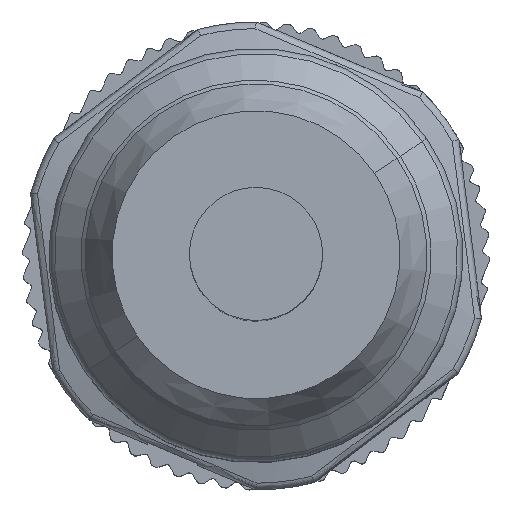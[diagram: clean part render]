
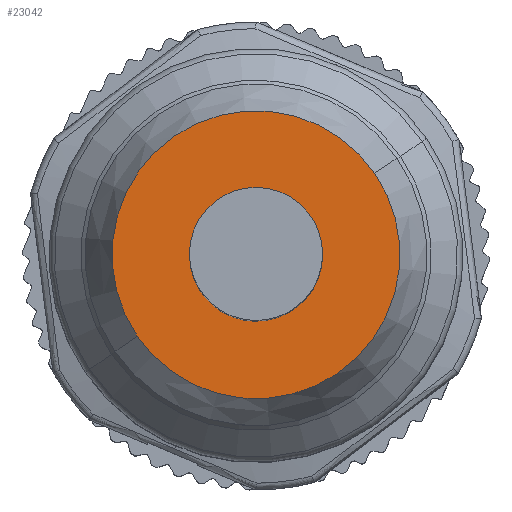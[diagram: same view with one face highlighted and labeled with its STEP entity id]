
A CAD part, top view. The second image highlights one B-rep face of the part: STEP entity #23042.
In plain terms, the highlighted planar face has unit normal (0, 0, 1).
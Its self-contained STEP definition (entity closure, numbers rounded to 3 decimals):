
#22981=AXIS2_PLACEMENT_3D('Circle Axis2P3D',#22979,#22980,$) ;
#23005=AXIS2_PLACEMENT_3D('Circle Axis2P3D',#23003,#23004,$) ;
#23018=AXIS2_PLACEMENT_3D('Plane Axis2P3D',#23015,#23016,#23017) ;
#23026=AXIS2_PLACEMENT_3D('Circle Axis2P3D',#23024,#23025,$) ;
#23035=AXIS2_PLACEMENT_3D('Circle Axis2P3D',#23033,#23034,$) ;
#22976=CARTESIAN_POINT('Vertex',(19.6,17.521,49.9)) ;
#22979=CARTESIAN_POINT('Axis2P3D Location',(13.,13.,49.9)) ;
#22983=CARTESIAN_POINT('Vertex',(6.4,8.479,49.9)) ;
#23003=CARTESIAN_POINT('Axis2P3D Location',(13.,13.,49.9)) ;
#23015=CARTESIAN_POINT('Axis2P3D Location',(13.,13.,49.9)) ;
#23024=CARTESIAN_POINT('Axis2P3D Location',(13.,13.,49.9)) ;
#23028=CARTESIAN_POINT('Vertex',(14.908,16.17,49.9)) ;
#23030=CARTESIAN_POINT('Vertex',(11.092,9.83,49.9)) ;
#23033=CARTESIAN_POINT('Axis2P3D Location',(13.,13.,49.9)) ;
#22980=DIRECTION('Axis2P3D Direction',(0.,0.,-1.)) ;
#23004=DIRECTION('Axis2P3D Direction',(0.,0.,-1.)) ;
#23016=DIRECTION('Axis2P3D Direction',(0.,0.,1.)) ;
#23017=DIRECTION('Axis2P3D XDirection',(-0.825,-0.565,0.)) ;
#23025=DIRECTION('Axis2P3D Direction',(0.,0.,1.)) ;
#23034=DIRECTION('Axis2P3D Direction',(0.,0.,1.)) ;
#23021=ORIENTED_EDGE('',*,*,#22985,.T.) ;
#23022=ORIENTED_EDGE('',*,*,#23007,.T.) ;
#23039=ORIENTED_EDGE('',*,*,#23032,.F.) ;
#23040=ORIENTED_EDGE('',*,*,#23037,.F.) ;
#23041=FACE_BOUND('',#23038,.T.) ;
#23042=ADVANCED_FACE('Hauptkoerper',(#23023,#23041),#23019,.T.) ;
#22982=CIRCLE('generated circle',#22981,8.) ;
#23006=CIRCLE('generated circle',#23005,8.) ;
#23027=CIRCLE('generated circle',#23026,3.7) ;
#23036=CIRCLE('generated circle',#23035,3.7) ;
#22985=EDGE_CURVE('',#22984,#22977,#22982,.F.) ;
#23007=EDGE_CURVE('',#22977,#22984,#23006,.F.) ;
#23032=EDGE_CURVE('',#23029,#23031,#23027,.T.) ;
#23037=EDGE_CURVE('',#23031,#23029,#23036,.T.) ;
#23020=EDGE_LOOP('',(#23021,#23022)) ;
#23038=EDGE_LOOP('',(#23039,#23040)) ;
#23023=FACE_OUTER_BOUND('',#23020,.T.) ;
#23019=PLANE('',#23018) ;
#22977=VERTEX_POINT('',#22976) ;
#22984=VERTEX_POINT('',#22983) ;
#23029=VERTEX_POINT('',#23028) ;
#23031=VERTEX_POINT('',#23030) ;
